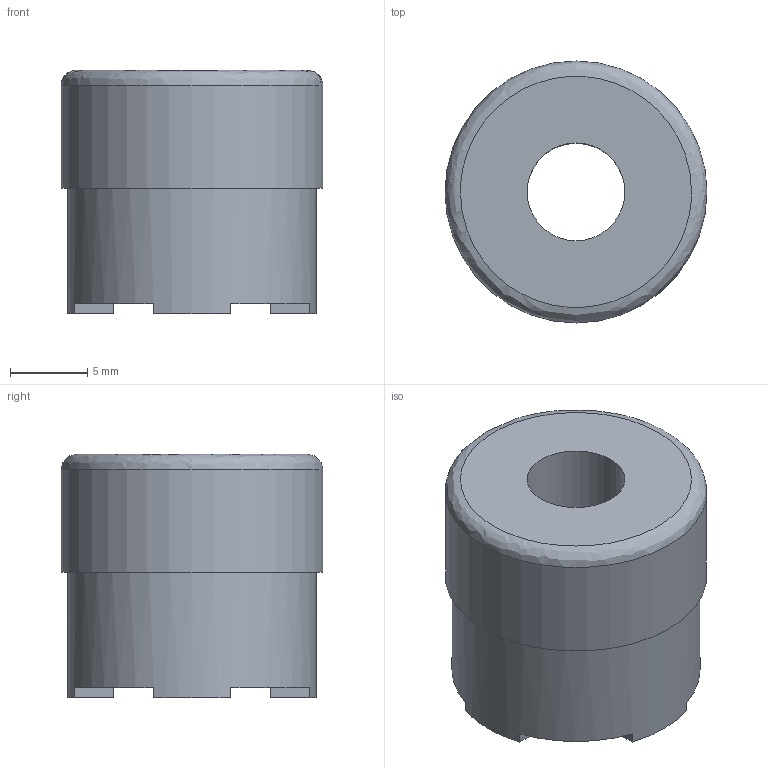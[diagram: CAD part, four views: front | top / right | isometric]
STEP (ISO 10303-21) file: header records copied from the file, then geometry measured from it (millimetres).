
FILE_DESCRIPTION (( 'STEP AP203' ), '1' );
FILE_NAME ('530253.step', '2025-08-20T01:02:19', ( 'Windows User' ), ( 'P R C' ), 'SwSTEP 2.0', 'SolidWorks 2020', '' );
FILE_SCHEMA (( 'CONFIG_CONTROL_DESIGN' ));
Length unit declared in the file: millimetre
Products named in the file (1): 530253
Bounding box: 17 x 17 x 15.8 mm (x, y, z)
Volume: 2808.2 mm3; surface area: 1496.7 mm2
Topology: 1 solids, 1 shells, 23 faces, 60 edges, 40 vertices
Faces by surface type: plane 19, cylinder 3, bspline 1
Full cylindrical faces by diameter (mm): 6.35 x1, 16.1 x1, 17 x1
Entity records: 956 total; most frequent: CARTESIAN_POINT 323, DIRECTION 112, ORIENTED_EDGE 110, EDGE_CURVE 55, VECTOR 40, LINE 40, VERTEX_POINT 39, AXIS2_PLACEMENT_3D 36
